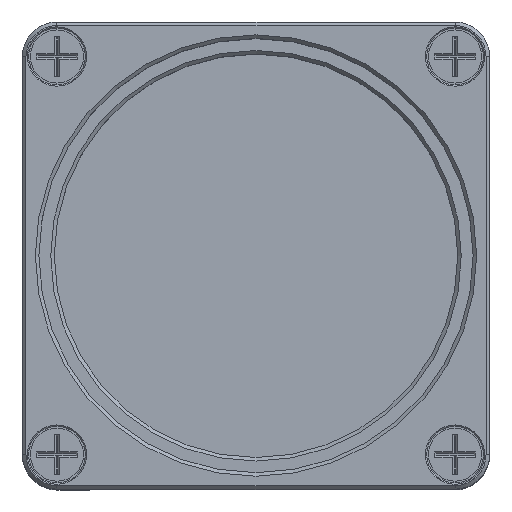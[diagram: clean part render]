
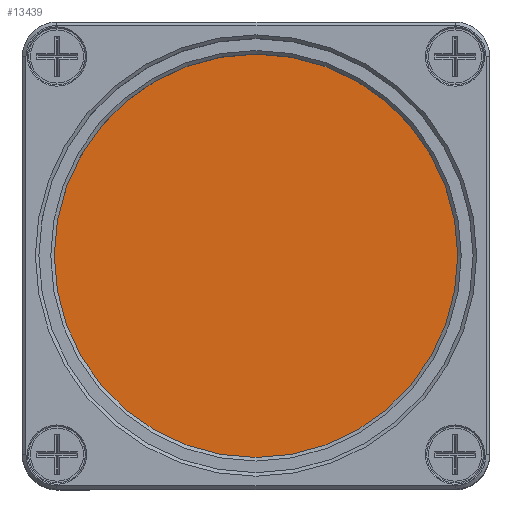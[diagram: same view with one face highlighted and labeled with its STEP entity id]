
A CAD part, top view. The second image highlights one B-rep face of the part: STEP entity #13439.
In plain terms, the highlighted face is planar.
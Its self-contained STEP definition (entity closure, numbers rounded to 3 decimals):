
#6516=FACE_OUTER_BOUND('',#26052,.T.);
#13439=ADVANCED_FACE('',(#6516),#19157,.F.);
#19157=PLANE('',#141141);
#26052=EDGE_LOOP('',(#54130));
#31968=CIRCLE('',#141138,12.5);
#54130=ORIENTED_EDGE('',*,*,#95802,.F.);
#79515=VERTEX_POINT('',#204714);
#95802=EDGE_CURVE('',#79515,#79515,#31968,.T.);
#141138=AXIS2_PLACEMENT_3D('',#204713,#166004,#166005);
#141141=AXIS2_PLACEMENT_3D('',#204717,#166010,#166011);
#166004=DIRECTION('',(0.,0.,1.));
#166005=DIRECTION('',(1.,0.,0.));
#166010=DIRECTION('',(0.,0.,1.));
#166011=DIRECTION('',(1.,0.,0.));
#204713=CARTESIAN_POINT('',(0.,0.,0.));
#204714=CARTESIAN_POINT('',(12.5,0.,0.));
#204717=CARTESIAN_POINT('',(0.,0.,0.));
